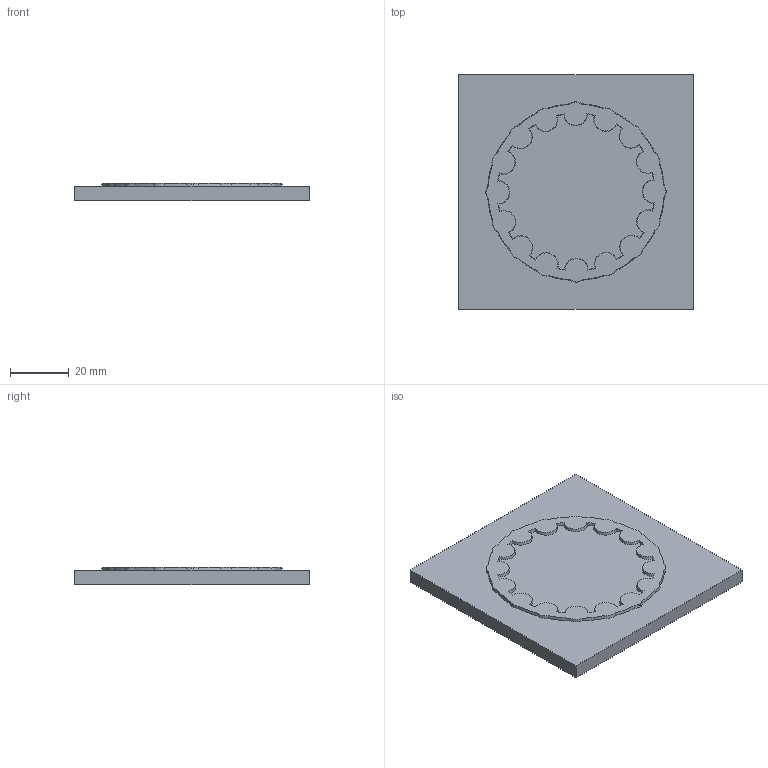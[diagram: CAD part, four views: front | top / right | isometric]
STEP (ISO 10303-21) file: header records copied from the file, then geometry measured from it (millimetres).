
FILE_DESCRIPTION(/* description */ (''),/* implementation_level */ '2;1');
FILE_NAME(/* name */ 'Stylish Belt Synth - LED Lightpipe - Inside Negative.step',/* time_stamp */ '2020-02-18T01:21:23-08:00',/* author */ (''),/* organization */ (''),/* preprocessor_version */ 'ST-DEVELOPER v18',/* originating_system */ 'Autodesk Translation Framework v8.12.0.6',/* authorisation */ '');
FILE_SCHEMA (('AUTOMOTIVE_DESIGN { 1 0 10303 214 3 1 1 }'));
Length unit declared in the file: millimetre
Products named in the file (4): Stylish Belt Synth V4 Plastic Enclosure; Molds for Molds; LED Bezel; LED Lightpipe
Assembly tree (3 placements, depth 3):
  Stylish Belt Synth V4 Plastic Enclosure
    Molds for Molds
      LED Bezel
      LED Lightpipe
Bounding box: 80 x 80 x 6 mm (x, y, z)
Volume: 33004.2 mm3; surface area: 14762.1 mm2
Topology: 1 solids, 1 shells, 88 faces, 252 edges, 168 vertices
Faces by surface type: cone 68, plane 20
Entity records: 3119 total; most frequent: CARTESIAN_POINT 723, DIRECTION 506, ORIENTED_EDGE 504, EDGE_CURVE 252, AXIS2_PLACEMENT_3D 231, VERTEX_POINT 168, CIRCLE 136, EDGE_LOOP 90
